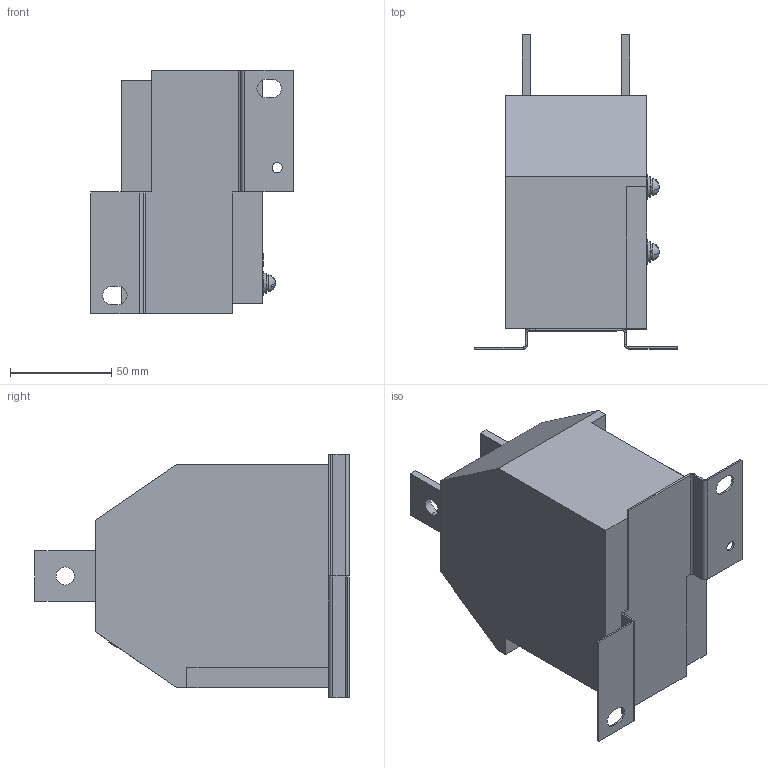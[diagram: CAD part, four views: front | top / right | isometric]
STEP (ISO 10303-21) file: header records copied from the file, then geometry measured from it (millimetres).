
FILE_DESCRIPTION (( 'STEP AP214' ), '1' );
FILE_NAME ('眣-0,66-皊 III 蠈嚦.STEP', '2023-08-01T19:36:30', ( '' ), ( '' ), 'SwSTEP 2.0', 'SolidWorks 2019', '' );
FILE_SCHEMA (( 'AUTOMOTIVE_DESIGN' ));
Length unit declared in the file: millimetre
Products named in the file (1): 眣-0,66-皊 III 蠈嚦
Bounding box: 100 x 155 x 120 mm (x, y, z)
Volume: 810122.1 mm3; surface area: 66034 mm2
Topology: 7 solids, 7 shells, 277 faces, 692 edges, 446 vertices
Faces by surface type: plane 143, bspline 74, cylinder 46, cone 6, torus 4, sphere 4
Entity records: 13391 total; most frequent: CARTESIAN_POINT 4042, ORIENTED_EDGE 1384, DIRECTION 1070, EDGE_CURVE 692, VERTEX_POINT 446, VECTOR 410, LINE 410, AXIS2_PLACEMENT_3D 330
